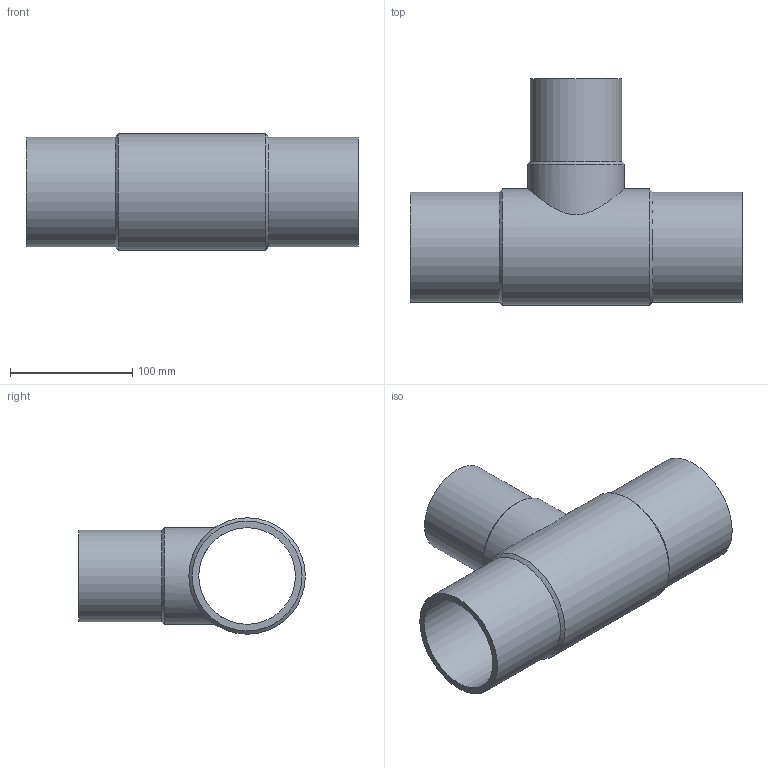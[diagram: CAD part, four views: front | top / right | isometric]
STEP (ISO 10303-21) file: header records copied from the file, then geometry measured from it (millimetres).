
FILE_DESCRIPTION( ( 'STEP AP203' ), '1' );
FILE_NAME( 'AGRU_70065907517_PE 100-RC schwarz_T-Stück reduziert_90_75 SDR17 ISO S-8_5.stp', '2020-05-07T12:00:52', ( 'License CC BY-ND 4.0' ), ( 'CADENAS' ), ' ', 'PARTsolutions', ' ' );
FILE_SCHEMA( ( 'CONFIG_CONTROL_DESIGN' ) );
Length unit declared in the file: millimetre
Products named in the file (1): _AGRU_70065907517_PE 100-RC schwarz_T-Stück reduziert_90/75  SDR17  ISO S-8_5
Bounding box: 272 x 185.7 x 95.4 mm (x, y, z)
Volume: 570751.5 mm3; surface area: 188144.5 mm2
Topology: 1 solids, 1 shells, 13 faces, 25 edges, 15 vertices
Faces by surface type: cylinder 7, cone 3, plane 3
Full cylindrical faces by diameter (mm): 66 x1, 75 x1, 79.2 x1, 79.5 x1, 90 x2, 95.4 x1
Entity records: 610 total; most frequent: CARTESIAN_POINT 332, DIRECTION 52, EDGE_LOOP 28, ORIENTED_EDGE 28, AXIS2_PLACEMENT_3D 26, FACE_OUTER_BOUND 20, EDGE_CURVE 14, VERTEX_POINT 14
